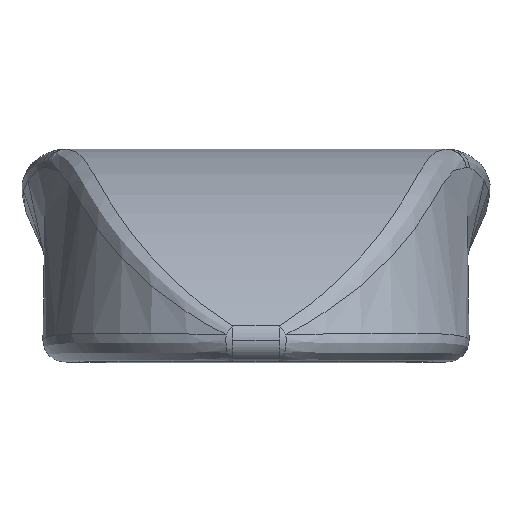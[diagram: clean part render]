
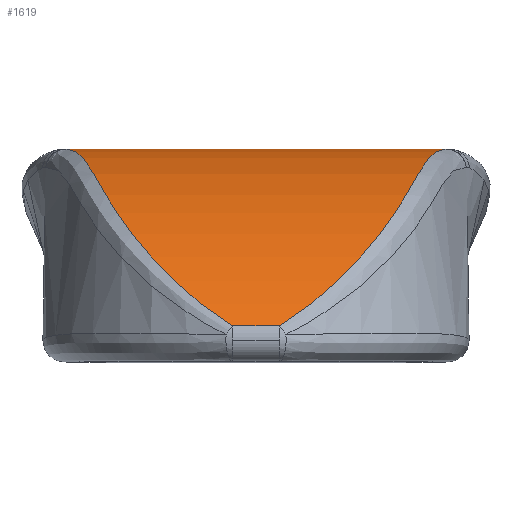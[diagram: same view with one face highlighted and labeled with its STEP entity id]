
A CAD part, top view. The second image highlights one B-rep face of the part: STEP entity #1619.
In plain terms, the highlighted free-form (B-spline) face has degree [2, 1] with [3, 2] control points.
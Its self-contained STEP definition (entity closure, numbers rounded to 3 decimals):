
#1619 = ADVANCED_FACE('',(#1620),#1706,.T.);
#1620 = FACE_BOUND('',#1621,.T.);
#1621 = EDGE_LOOP('',(#1622,#1631,#1666,#1673));
#1622 = ORIENTED_EDGE('',*,*,#1623,.T.);
#1623 = EDGE_CURVE('',#1624,#1626,#1628,.T.);
#1624 = VERTEX_POINT('',#1625);
#1625 = CARTESIAN_POINT('',(90.919,105.23,
    152.215));
#1626 = VERTEX_POINT('',#1627);
#1627 = CARTESIAN_POINT('',(16.994,105.23,
    152.215));
#1628 = B_SPLINE_CURVE_WITH_KNOTS('',1,(#1629,#1630),.UNSPECIFIED.,.F.,
  .F.,(2,2),(9.952,63.353),.PIECEWISE_BEZIER_KNOTS.);
#1629 = CARTESIAN_POINT('',(90.919,105.23,
    152.215));
#1630 = CARTESIAN_POINT('',(16.994,105.23,
    152.215));
#1631 = ORIENTED_EDGE('',*,*,#1632,.F.);
#1632 = EDGE_CURVE('',#1633,#1626,#1635,.T.);
#1633 = VERTEX_POINT('',#1634);
#1634 = CARTESIAN_POINT('',(49.456,70.629,
    228.313));
#1635 = B_SPLINE_CURVE_WITH_KNOTS('',3,(#1636,#1637,#1638,#1639,#1640,
    #1641,#1642,#1643,#1644,#1645,#1646,#1647,#1648,#1649,#1650,#1651,
    #1652,#1653,#1654,#1655,#1656,#1657,#1658,#1659,#1660,#1661,#1662,
    #1663,#1664,#1665),.UNSPECIFIED.,.F.,.F.,(4,2,2,2,2,2,2,2,2,2,2,2,2,
    2,4),(0.002,0.007,0.011,
    0.015,0.017,0.02,
    0.028,0.033,0.037,
    0.045,0.05,0.054,
    0.063,0.067,0.071),
  .UNSPECIFIED.);
#1636 = CARTESIAN_POINT('',(49.456,70.629,
    228.313));
#1637 = CARTESIAN_POINT('',(47.902,71.548,
    227.488));
#1638 = CARTESIAN_POINT('',(46.458,72.522,
    226.583));
#1639 = CARTESIAN_POINT('',(43.723,74.526,
    224.641));
#1640 = CARTESIAN_POINT('',(42.433,75.557,
    223.602));
#1641 = CARTESIAN_POINT('',(39.982,77.649,
    221.397));
#1642 = CARTESIAN_POINT('',(38.821,78.71,
    220.231));
#1643 = CARTESIAN_POINT('',(37.166,80.31,
    218.383));
#1644 = CARTESIAN_POINT('',(36.628,80.846,
    217.75));
#1645 = CARTESIAN_POINT('',(35.585,81.913,
    216.457));
#1646 = CARTESIAN_POINT('',(35.081,82.443,
    215.798));
#1647 = CARTESIAN_POINT('',(32.641,85.078,
    212.443));
#1648 = CARTESIAN_POINT('',(30.948,87.128,
    209.561));
#1649 = CARTESIAN_POINT('',(28.737,90.056,
    204.934));
#1650 = CARTESIAN_POINT('',(28.054,91.009,
    203.337));
#1651 = CARTESIAN_POINT('',(26.805,92.831,
    200.086));
#1652 = CARTESIAN_POINT('',(26.237,93.704,
    198.427));
#1653 = CARTESIAN_POINT('',(24.674,96.198,
    193.354));
#1654 = CARTESIAN_POINT('',(23.823,97.696,
    189.845));
#1655 = CARTESIAN_POINT('',(22.713,99.665,
    184.408));
#1656 = CARTESIAN_POINT('',(22.37,100.276,
    182.562));
#1657 = CARTESIAN_POINT('',(21.718,101.392,
    178.846));
#1658 = CARTESIAN_POINT('',(21.409,101.897,
    176.977));
#1659 = CARTESIAN_POINT('',(20.495,103.252,
    171.34));
#1660 = CARTESIAN_POINT('',(19.898,103.944,
    167.545));
#1661 = CARTESIAN_POINT('',(18.894,104.665,
    161.82));
#1662 = CARTESIAN_POINT('',(18.543,104.852,
    159.907));
#1663 = CARTESIAN_POINT('',(17.798,105.121,
    156.069));
#1664 = CARTESIAN_POINT('',(17.404,105.202,
    154.145));
#1665 = CARTESIAN_POINT('',(16.994,105.23,
    152.215));
#1666 = ORIENTED_EDGE('',*,*,#1667,.T.);
#1667 = EDGE_CURVE('',#1633,#1668,#1670,.T.);
#1668 = VERTEX_POINT('',#1669);
#1669 = CARTESIAN_POINT('',(58.456,70.629,
    228.313));
#1670 = B_SPLINE_CURVE_WITH_KNOTS('',1,(#1671,#1672),.UNSPECIFIED.,.F.,
  .F.,(2,2),(-39.903,-33.402),.PIECEWISE_BEZIER_KNOTS.);
#1671 = CARTESIAN_POINT('',(49.456,70.629,
    228.313));
#1672 = CARTESIAN_POINT('',(58.456,70.629,
    228.313));
#1673 = ORIENTED_EDGE('',*,*,#1674,.T.);
#1674 = EDGE_CURVE('',#1668,#1624,#1675,.T.);
#1675 = B_SPLINE_CURVE_WITH_KNOTS('',3,(#1676,#1677,#1678,#1679,#1680,
    #1681,#1682,#1683,#1684,#1685,#1686,#1687,#1688,#1689,#1690,#1691,
    #1692,#1693,#1694,#1695,#1696,#1697,#1698,#1699,#1700,#1701,#1702,
    #1703,#1704,#1705),.UNSPECIFIED.,.F.,.F.,(4,2,2,2,2,2,2,2,2,2,2,2,2,
    2,4),(0.002,0.007,0.011,
    0.015,0.017,0.02,
    0.028,0.033,0.037,
    0.045,0.05,0.054,
    0.063,0.067,0.071),
  .UNSPECIFIED.);
#1676 = CARTESIAN_POINT('',(58.456,70.629,
    228.313));
#1677 = CARTESIAN_POINT('',(60.01,71.548,
    227.488));
#1678 = CARTESIAN_POINT('',(61.455,72.522,
    226.583));
#1679 = CARTESIAN_POINT('',(64.19,74.526,
    224.641));
#1680 = CARTESIAN_POINT('',(65.479,75.557,
    223.602));
#1681 = CARTESIAN_POINT('',(67.93,77.649,
    221.397));
#1682 = CARTESIAN_POINT('',(69.091,78.71,
    220.231));
#1683 = CARTESIAN_POINT('',(70.746,80.31,
    218.383));
#1684 = CARTESIAN_POINT('',(71.284,80.846,
    217.75));
#1685 = CARTESIAN_POINT('',(72.327,81.913,
    216.457));
#1686 = CARTESIAN_POINT('',(72.832,82.443,
    215.798));
#1687 = CARTESIAN_POINT('',(75.271,85.078,
    212.443));
#1688 = CARTESIAN_POINT('',(76.965,87.128,
    209.561));
#1689 = CARTESIAN_POINT('',(79.176,90.056,
    204.934));
#1690 = CARTESIAN_POINT('',(79.858,91.009,
    203.337));
#1691 = CARTESIAN_POINT('',(81.107,92.831,
    200.086));
#1692 = CARTESIAN_POINT('',(81.676,93.704,
    198.427));
#1693 = CARTESIAN_POINT('',(83.239,96.198,
    193.354));
#1694 = CARTESIAN_POINT('',(84.089,97.696,
    189.845));
#1695 = CARTESIAN_POINT('',(85.199,99.665,
    184.408));
#1696 = CARTESIAN_POINT('',(85.543,100.276,
    182.562));
#1697 = CARTESIAN_POINT('',(86.195,101.392,
    178.846));
#1698 = CARTESIAN_POINT('',(86.504,101.897,
    176.977));
#1699 = CARTESIAN_POINT('',(87.418,103.252,
    171.34));
#1700 = CARTESIAN_POINT('',(88.015,103.944,
    167.545));
#1701 = CARTESIAN_POINT('',(89.018,104.665,
    161.82));
#1702 = CARTESIAN_POINT('',(89.37,104.852,
    159.907));
#1703 = CARTESIAN_POINT('',(90.115,105.121,
    156.069));
#1704 = CARTESIAN_POINT('',(90.508,105.202,
    154.145));
#1705 = CARTESIAN_POINT('',(90.919,105.23,
    152.215));
#1706 = ( BOUNDED_SURFACE() B_SPLINE_SURFACE(2,1,(
    (#1707,#1708)
    ,(#1709,#1710)
    ,(#1711,#1712
)),.UNSPECIFIED.,.F.,.F.,.F.) B_SPLINE_SURFACE_WITH_KNOTS((3,3),(2,2),(
    0.732,1.556),(9.952,63.353),
.PIECEWISE_BEZIER_KNOTS.) GEOMETRIC_REPRESENTATION_ITEM() 
RATIONAL_B_SPLINE_SURFACE((
    (1.,1.)
    ,(0.916,0.916)
,(1.,1.))) REPRESENTATION_ITEM('') SURFACE() );
#1707 = CARTESIAN_POINT('',(90.919,70.629,
    228.313));
#1708 = CARTESIAN_POINT('',(16.994,70.629,
    228.313));
#1709 = CARTESIAN_POINT('',(90.919,104.569,
    197.83));
#1710 = CARTESIAN_POINT('',(16.994,104.569,
    197.83));
#1711 = CARTESIAN_POINT('',(90.919,105.23,
    152.215));
#1712 = CARTESIAN_POINT('',(16.994,105.23,
    152.215));
